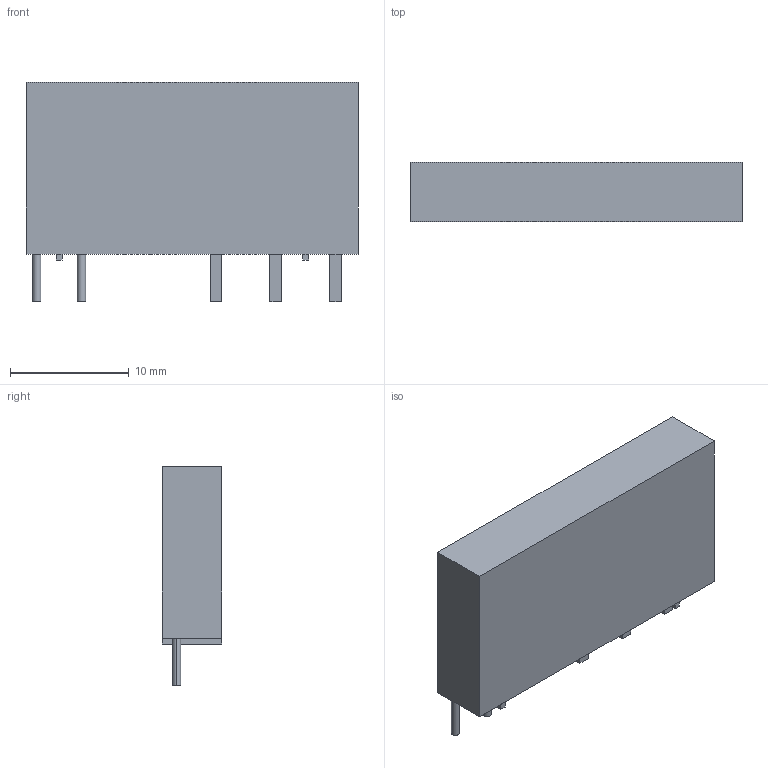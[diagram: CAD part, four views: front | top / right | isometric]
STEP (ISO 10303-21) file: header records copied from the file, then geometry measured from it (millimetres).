
FILE_DESCRIPTION((''),'2;1');
FILE_NAME('REL_TYCO-CHRACK_SNR.stp','2009-01-28T14:09:22',(''),(''),'Mechanical Desktop 2006','Mechanical Desktop 2006',', , ');
FILE_SCHEMA(('AUTOMOTIVE_DESIGN { 1 2 10303 214 0 1 1 1 }'));
Length unit declared in the file: millimetre
Products named in the file (1): Product
Bounding box: 28 x 5 x 18.5 mm (x, y, z)
Volume: 2041.6 mm3; surface area: 1316.1 mm2
Topology: 8 solids, 8 shells, 44 faces, 84 edges, 56 vertices
Faces by surface type: plane 40, cylinder 4
Entity records: 1141 total; most frequent: CARTESIAN_POINT 185, DIRECTION 182, ORIENTED_EDGE 168, EDGE_CURVE 84, VECTOR 76, LINE 76, VERTEX_POINT 56, AXIS2_PLACEMENT_3D 53
